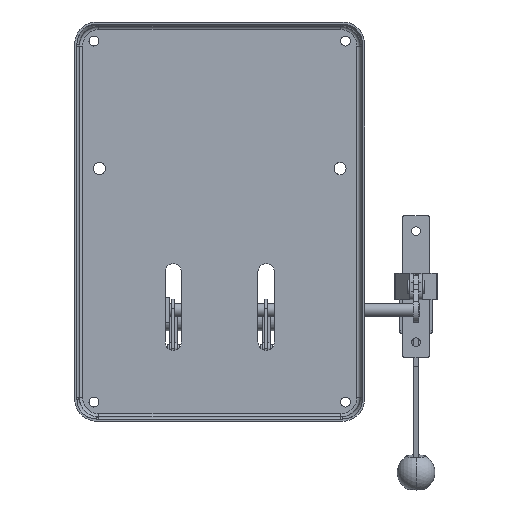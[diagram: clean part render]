
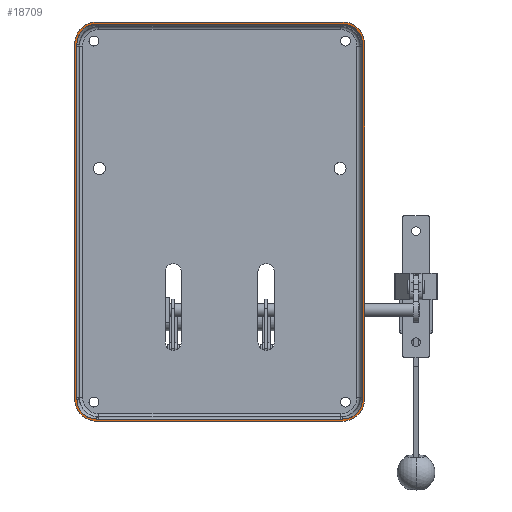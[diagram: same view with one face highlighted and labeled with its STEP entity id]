
A CAD part, front view. The second image highlights one B-rep face of the part: STEP entity #18709.
In plain terms, the highlighted planar face has unit normal (0, -1, 0).
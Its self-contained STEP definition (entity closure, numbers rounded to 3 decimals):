
#178 = ORIENTED_EDGE ( 'NONE', *, *, #20681, .F. ) ;
#305 = DIRECTION ( 'NONE',  ( 0., -1., 0. ) ) ;
#710 = VECTOR ( 'NONE', #3416, 1000. ) ;
#1310 = ORIENTED_EDGE ( 'NONE', *, *, #18576, .F. ) ;
#1404 = DIRECTION ( 'NONE',  ( 1., 0., 0. ) ) ;
#1463 = ORIENTED_EDGE ( 'NONE', *, *, #19409, .T. ) ;
#2222 = ORIENTED_EDGE ( 'NONE', *, *, #28887, .T. ) ;
#2504 = AXIS2_PLACEMENT_3D ( 'NONE', #23098, #33421, #44316 ) ;
#2673 = VERTEX_POINT ( 'NONE', #17692 ) ;
#2881 = CIRCLE ( 'NONE', #31738, 18. ) ;
#3416 = DIRECTION ( 'NONE',  ( -1., 0., 0. ) ) ;
#3628 = LINE ( 'NONE', #5557, #9659 ) ;
#3778 = VECTOR ( 'NONE', #21664, 1000. ) ;
#3781 = EDGE_CURVE ( 'NONE', #42322, #11403, #5102, .T. ) ;
#3826 = DIRECTION ( 'NONE',  ( 0., 0., -1. ) ) ;
#3917 = EDGE_CURVE ( 'NONE', #19045, #32001, #2881, .T. ) ;
#5102 = LINE ( 'NONE', #31537, #710 ) ;
#5107 = CARTESIAN_POINT ( 'NONE',  ( -130.5, 0., 0. ) ) ;
#5276 = DIRECTION ( 'NONE',  ( 0., 0., -1. ) ) ;
#5557 = CARTESIAN_POINT ( 'NONE',  ( 0., 0., 180.5 ) ) ;
#6027 = ORIENTED_EDGE ( 'NONE', *, *, #44656, .T. ) ;
#6420 = CARTESIAN_POINT ( 'NONE',  ( -112.5, 0., 180.5 ) ) ;
#7482 = VERTEX_POINT ( 'NONE', #9787 ) ;
#7874 = FACE_BOUND ( 'NONE', #20564, .T. ) ;
#7915 = AXIS2_PLACEMENT_3D ( 'NONE', #30244, #26241, #40414 ) ;
#8204 = CARTESIAN_POINT ( 'NONE',  ( -112.5, 0., -182.5 ) ) ;
#8278 = LINE ( 'NONE', #39491, #44593 ) ;
#8298 = ORIENTED_EDGE ( 'NONE', *, *, #30527, .T. ) ;
#8340 = LINE ( 'NONE', #5107, #38044 ) ;
#8869 = CARTESIAN_POINT ( 'NONE',  ( 112.5, 0., -180.5 ) ) ;
#8944 = DIRECTION ( 'NONE',  ( 0., 0., 1. ) ) ;
#9006 = DIRECTION ( 'NONE',  ( 0., -1., 0. ) ) ;
#9659 = VECTOR ( 'NONE', #1404, 1000. ) ;
#9667 = EDGE_CURVE ( 'NONE', #40361, #12060, #8278, .T. ) ;
#9674 = CARTESIAN_POINT ( 'NONE',  ( -132.5, 0., -182.5 ) ) ;
#9721 = DIRECTION ( 'NONE',  ( 0., -1., 0. ) ) ;
#9787 = CARTESIAN_POINT ( 'NONE',  ( -130.5, 0., -162.5 ) ) ;
#10595 = ORIENTED_EDGE ( 'NONE', *, *, #21674, .F. ) ;
#11403 = VERTEX_POINT ( 'NONE', #20442 ) ;
#12060 = VERTEX_POINT ( 'NONE', #14811 ) ;
#12305 = ORIENTED_EDGE ( 'NONE', *, *, #34021, .F. ) ;
#12905 = ORIENTED_EDGE ( 'NONE', *, *, #21995, .F. ) ;
#13381 = CARTESIAN_POINT ( 'NONE',  ( 112.5, 0., 162.5 ) ) ;
#13413 = VERTEX_POINT ( 'NONE', #27613 ) ;
#13611 = LINE ( 'NONE', #22737, #33458 ) ;
#14268 = CARTESIAN_POINT ( 'NONE',  ( -132.5, 0., 182.5 ) ) ;
#14754 = CARTESIAN_POINT ( 'NONE',  ( 112.5, 0., -182.5 ) ) ;
#14779 = VERTEX_POINT ( 'NONE', #26627 ) ;
#14811 = CARTESIAN_POINT ( 'NONE',  ( 112.5, 0., 182.5 ) ) ;
#15132 = VERTEX_POINT ( 'NONE', #8204 ) ;
#15204 = ORIENTED_EDGE ( 'NONE', *, *, #43860, .T. ) ;
#15925 = CIRCLE ( 'NONE', #25715, 18. ) ;
#15998 = CIRCLE ( 'NONE', #7915, 20. ) ;
#16477 = CARTESIAN_POINT ( 'NONE',  ( -112.5, 0., 162.5 ) ) ;
#16970 = CIRCLE ( 'NONE', #45230, 20. ) ;
#16994 = ORIENTED_EDGE ( 'NONE', *, *, #3781, .T. ) ;
#17608 = CARTESIAN_POINT ( 'NONE',  ( -132.5, 0., -162.5 ) ) ;
#17692 = CARTESIAN_POINT ( 'NONE',  ( 130.5, 0., 162.5 ) ) ;
#17928 = AXIS2_PLACEMENT_3D ( 'NONE', #16477, #9721, #34043 ) ;
#18576 = EDGE_CURVE ( 'NONE', #32579, #15132, #39766, .T. ) ;
#18709 = ADVANCED_FACE ( 'NONE', ( #26542, #7874 ), #26039, .T. ) ;
#19045 = VERTEX_POINT ( 'NONE', #6420 ) ;
#19114 = CARTESIAN_POINT ( 'NONE',  ( 0., 0., 0. ) ) ;
#19409 = EDGE_CURVE ( 'NONE', #7482, #32001, #8340, .T. ) ;
#20442 = CARTESIAN_POINT ( 'NONE',  ( -112.5, 0., -180.5 ) ) ;
#20564 = EDGE_LOOP ( 'NONE', ( #33210, #2222, #21585, #6027, #178, #16994, #12305, #1463 ) ) ;
#20681 = EDGE_CURVE ( 'NONE', #42322, #21473, #35791, .T. ) ;
#20878 = LINE ( 'NONE', #40382, #30750 ) ;
#21013 = CIRCLE ( 'NONE', #17928, 20. ) ;
#21473 = VERTEX_POINT ( 'NONE', #24444 ) ;
#21585 = ORIENTED_EDGE ( 'NONE', *, *, #43061, .F. ) ;
#21664 = DIRECTION ( 'NONE',  ( 0., 0., 1. ) ) ;
#21674 = EDGE_CURVE ( 'NONE', #42631, #14779, #25226, .T. ) ;
#21995 = EDGE_CURVE ( 'NONE', #34501, #31270, #13611, .T. ) ;
#22220 = CIRCLE ( 'NONE', #35332, 20. ) ;
#22737 = CARTESIAN_POINT ( 'NONE',  ( 132.5, 0., 182.5 ) ) ;
#22844 = DIRECTION ( 'NONE',  ( 0., 0., -1. ) ) ;
#22887 = DIRECTION ( 'NONE',  ( 0., -1., 0. ) ) ;
#23044 = CIRCLE ( 'NONE', #24526, 18. ) ;
#23098 = CARTESIAN_POINT ( 'NONE',  ( 112.5, 0., -162.5 ) ) ;
#23508 = DIRECTION ( 'NONE',  ( 0., 0., -1. ) ) ;
#24444 = CARTESIAN_POINT ( 'NONE',  ( 130.5, 0., -162.5 ) ) ;
#24526 = AXIS2_PLACEMENT_3D ( 'NONE', #45661, #35058, #41818 ) ;
#25226 = LINE ( 'NONE', #14268, #3778 ) ;
#25715 = AXIS2_PLACEMENT_3D ( 'NONE', #13381, #31552, #27382 ) ;
#26039 = PLANE ( 'NONE',  #28342 ) ;
#26241 = DIRECTION ( 'NONE',  ( 0., -1., 0. ) ) ;
#26298 = DIRECTION ( 'NONE',  ( 0., -1., 0. ) ) ;
#26542 = FACE_OUTER_BOUND ( 'NONE', #39082, .T. ) ;
#26627 = CARTESIAN_POINT ( 'NONE',  ( -132.5, 0., 162.5 ) ) ;
#26781 = ORIENTED_EDGE ( 'NONE', *, *, #37772, .T. ) ;
#27382 = DIRECTION ( 'NONE',  ( 0., 0., -1. ) ) ;
#27613 = CARTESIAN_POINT ( 'NONE',  ( 112.5, 0., 180.5 ) ) ;
#27931 = DIRECTION ( 'NONE',  ( -1., 0., 0. ) ) ;
#28342 = AXIS2_PLACEMENT_3D ( 'NONE', #19114, #9006, #29432 ) ;
#28887 = EDGE_CURVE ( 'NONE', #19045, #13413, #3628, .T. ) ;
#29432 = DIRECTION ( 'NONE',  ( 0., 0., -1. ) ) ;
#30244 = CARTESIAN_POINT ( 'NONE',  ( -112.5, 0., -162.5 ) ) ;
#30527 = EDGE_CURVE ( 'NONE', #32579, #31270, #22220, .T. ) ;
#30750 = VECTOR ( 'NONE', #22844, 1000. ) ;
#31270 = VERTEX_POINT ( 'NONE', #38497 ) ;
#31537 = CARTESIAN_POINT ( 'NONE',  ( 0., 0., -180.5 ) ) ;
#31552 = DIRECTION ( 'NONE',  ( 0., -1., 0. ) ) ;
#31738 = AXIS2_PLACEMENT_3D ( 'NONE', #33657, #22887, #33508 ) ;
#32001 = VERTEX_POINT ( 'NONE', #45306 ) ;
#32579 = VERTEX_POINT ( 'NONE', #14754 ) ;
#33210 = ORIENTED_EDGE ( 'NONE', *, *, #3917, .F. ) ;
#33421 = DIRECTION ( 'NONE',  ( 0., -1., 0. ) ) ;
#33458 = VECTOR ( 'NONE', #23508, 1000. ) ;
#33508 = DIRECTION ( 'NONE',  ( 0., 0., -1. ) ) ;
#33657 = CARTESIAN_POINT ( 'NONE',  ( -112.5, 0., 162.5 ) ) ;
#34021 = EDGE_CURVE ( 'NONE', #7482, #11403, #23044, .T. ) ;
#34043 = DIRECTION ( 'NONE',  ( 0., 0., -1. ) ) ;
#34501 = VERTEX_POINT ( 'NONE', #43811 ) ;
#35058 = DIRECTION ( 'NONE',  ( 0., -1., 0. ) ) ;
#35151 = ORIENTED_EDGE ( 'NONE', *, *, #38477, .T. ) ;
#35332 = AXIS2_PLACEMENT_3D ( 'NONE', #39021, #305, #3826 ) ;
#35776 = ORIENTED_EDGE ( 'NONE', *, *, #9667, .F. ) ;
#35791 = CIRCLE ( 'NONE', #2504, 18. ) ;
#36391 = DIRECTION ( 'NONE',  ( 1., 0., 0. ) ) ;
#37772 = EDGE_CURVE ( 'NONE', #40361, #14779, #21013, .T. ) ;
#38044 = VECTOR ( 'NONE', #8944, 1000. ) ;
#38477 = EDGE_CURVE ( 'NONE', #42631, #15132, #15998, .T. ) ;
#38497 = CARTESIAN_POINT ( 'NONE',  ( 132.5, 0., -162.5 ) ) ;
#38716 = CARTESIAN_POINT ( 'NONE',  ( -112.5, 0., 182.5 ) ) ;
#39021 = CARTESIAN_POINT ( 'NONE',  ( 112.5, 0., -162.5 ) ) ;
#39082 = EDGE_LOOP ( 'NONE', ( #35776, #26781, #10595, #35151, #1310, #8298, #12905, #15204 ) ) ;
#39491 = CARTESIAN_POINT ( 'NONE',  ( -132.5, 0., 182.5 ) ) ;
#39766 = LINE ( 'NONE', #9674, #43048 ) ;
#40361 = VERTEX_POINT ( 'NONE', #38716 ) ;
#40382 = CARTESIAN_POINT ( 'NONE',  ( 130.5, 0., 0. ) ) ;
#40414 = DIRECTION ( 'NONE',  ( 0., 0., -1. ) ) ;
#40776 = CARTESIAN_POINT ( 'NONE',  ( 112.5, 0., 162.5 ) ) ;
#41818 = DIRECTION ( 'NONE',  ( 0., 0., -1. ) ) ;
#42322 = VERTEX_POINT ( 'NONE', #8869 ) ;
#42631 = VERTEX_POINT ( 'NONE', #17608 ) ;
#43048 = VECTOR ( 'NONE', #27931, 1000. ) ;
#43061 = EDGE_CURVE ( 'NONE', #2673, #13413, #15925, .T. ) ;
#43811 = CARTESIAN_POINT ( 'NONE',  ( 132.5, 0., 162.5 ) ) ;
#43860 = EDGE_CURVE ( 'NONE', #34501, #12060, #16970, .T. ) ;
#44316 = DIRECTION ( 'NONE',  ( 0., 0., -1. ) ) ;
#44593 = VECTOR ( 'NONE', #36391, 1000. ) ;
#44656 = EDGE_CURVE ( 'NONE', #2673, #21473, #20878, .T. ) ;
#45230 = AXIS2_PLACEMENT_3D ( 'NONE', #40776, #26298, #5276 ) ;
#45306 = CARTESIAN_POINT ( 'NONE',  ( -130.5, 0., 162.5 ) ) ;
#45661 = CARTESIAN_POINT ( 'NONE',  ( -112.5, 0., -162.5 ) ) ;
